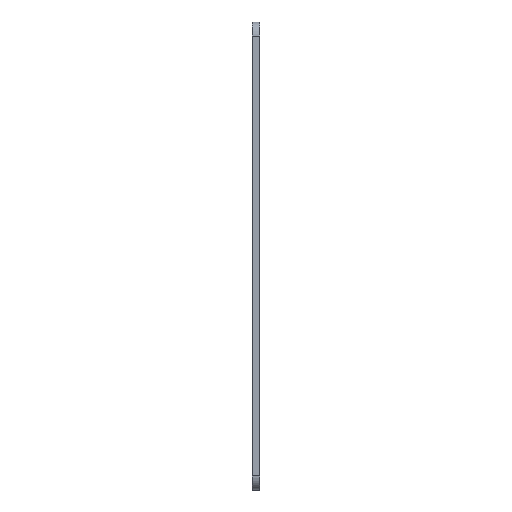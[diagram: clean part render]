
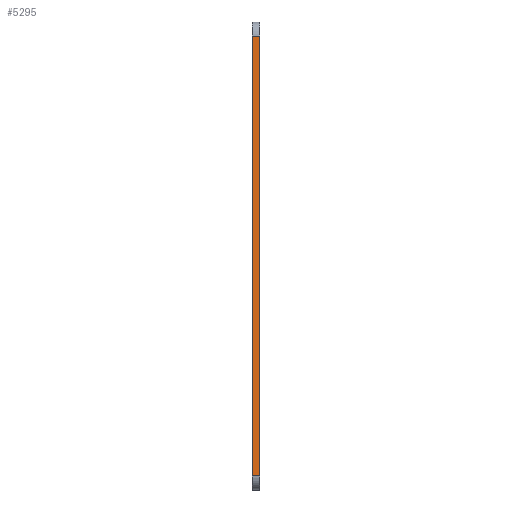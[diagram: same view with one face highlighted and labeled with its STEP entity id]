
A CAD part, front view. The second image highlights one B-rep face of the part: STEP entity #5295.
In plain terms, the highlighted planar face has unit normal (0, -1, 0).
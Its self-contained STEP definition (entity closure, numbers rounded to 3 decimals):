
#4717=CARTESIAN_POINT('Vertex',(3.,-150.,94.)) ;
#4720=CARTESIAN_POINT('Line Origine',(3.,-150.,0.)) ;
#4724=CARTESIAN_POINT('Vertex',(3.,-150.,-94.)) ;
#5253=CARTESIAN_POINT('Line Origine',(1.5,-150.,-94.)) ;
#5257=CARTESIAN_POINT('Vertex',(0.,-150.,-94.)) ;
#5272=CARTESIAN_POINT('Axis2P3D Location',(0.,-150.,94.)) ;
#5277=CARTESIAN_POINT('Line Origine',(1.5,-150.,94.)) ;
#5281=CARTESIAN_POINT('Vertex',(0.,-150.,94.)) ;
#5284=CARTESIAN_POINT('Line Origine',(0.,-150.,0.)) ;
#4721=DIRECTION('Vector Direction',(0.,0.,-1.)) ;
#5254=DIRECTION('Vector Direction',(1.,0.,0.)) ;
#5273=DIRECTION('Axis2P3D Direction',(0.,-1.,0.)) ;
#5274=DIRECTION('Axis2P3D XDirection',(0.,0.,-1.)) ;
#5278=DIRECTION('Vector Direction',(1.,0.,0.)) ;
#5285=DIRECTION('Vector Direction',(0.,0.,-1.)) ;
#5275=AXIS2_PLACEMENT_3D('Plane Axis2P3D',#5272,#5273,#5274) ;
#5290=ORIENTED_EDGE('',*,*,#5283,.F.) ;
#5291=ORIENTED_EDGE('',*,*,#5288,.T.) ;
#5292=ORIENTED_EDGE('',*,*,#5259,.T.) ;
#5293=ORIENTED_EDGE('',*,*,#4726,.F.) ;
#4722=VECTOR('Line Direction',#4721,1.) ;
#5255=VECTOR('Line Direction',#5254,1.) ;
#5279=VECTOR('Line Direction',#5278,1.) ;
#5286=VECTOR('Line Direction',#5285,1.) ;
#5295=ADVANCED_FACE('Corps principal',(#5294),#5276,.T.) ;
#4726=EDGE_CURVE('',#4718,#4725,#4723,.T.) ;
#5259=EDGE_CURVE('',#5258,#4725,#5256,.T.) ;
#5283=EDGE_CURVE('',#5282,#4718,#5280,.T.) ;
#5288=EDGE_CURVE('',#5282,#5258,#5287,.T.) ;
#5289=EDGE_LOOP('',(#5290,#5291,#5292,#5293)) ;
#5294=FACE_OUTER_BOUND('',#5289,.T.) ;
#4723=LINE('Line',#4720,#4722) ;
#5256=LINE('Line',#5253,#5255) ;
#5280=LINE('Line',#5277,#5279) ;
#5287=LINE('Line',#5284,#5286) ;
#5276=PLANE('',#5275) ;
#4718=VERTEX_POINT('',#4717) ;
#4725=VERTEX_POINT('',#4724) ;
#5258=VERTEX_POINT('',#5257) ;
#5282=VERTEX_POINT('',#5281) ;
